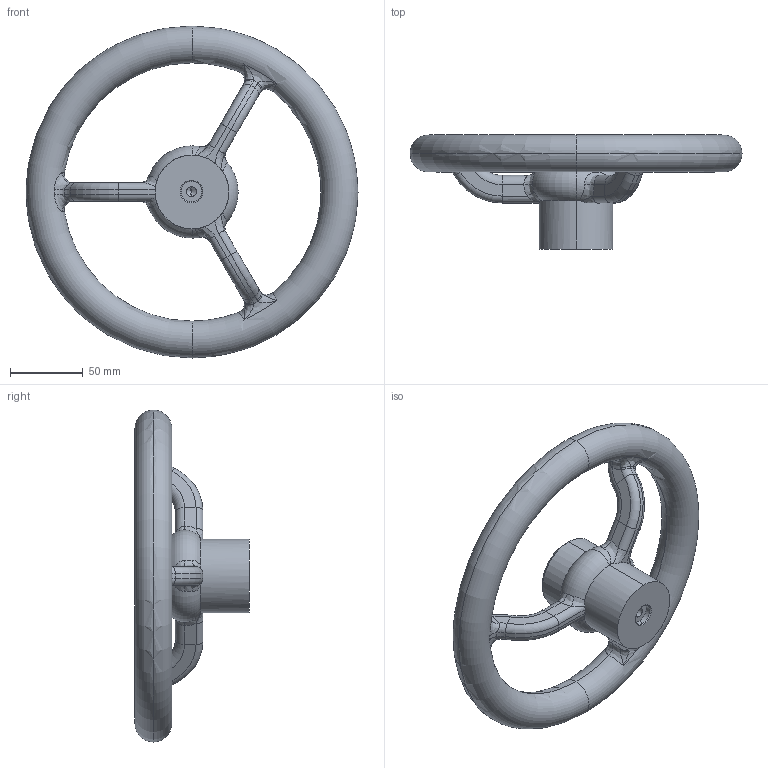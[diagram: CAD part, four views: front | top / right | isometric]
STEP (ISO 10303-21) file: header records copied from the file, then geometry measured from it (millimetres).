
FILE_DESCRIPTION (( 'STEP AP203' ), '1' );
FILE_NAME ('steering.STEP', '2019-02-05T09:20:21', ( '' ), ( '' ), 'SwSTEP 2.0', 'SolidWorks 2016', '' );
FILE_SCHEMA (( 'CONFIG_CONTROL_DESIGN' ));
Length unit declared in the file: inch
Products named in the file (1): steering
Bounding box: 228.6 x 78.59 x 228.6 mm (x, y, z)
Volume: 539590.7 mm3; surface area: 78597.1 mm2
Topology: 1 solids, 1 shells, 117 faces, 280 edges, 155 vertices
Faces by surface type: bspline 37, torus 27, plane 24, cylinder 23, cone 6
Entity records: 6638 total; most frequent: CARTESIAN_POINT 4130, ORIENTED_EDGE 548, DIRECTION 476, EDGE_CURVE 274, AXIS2_PLACEMENT_3D 213, VERTEX_POINT 155, CIRCLE 132, EDGE_LOOP 119
